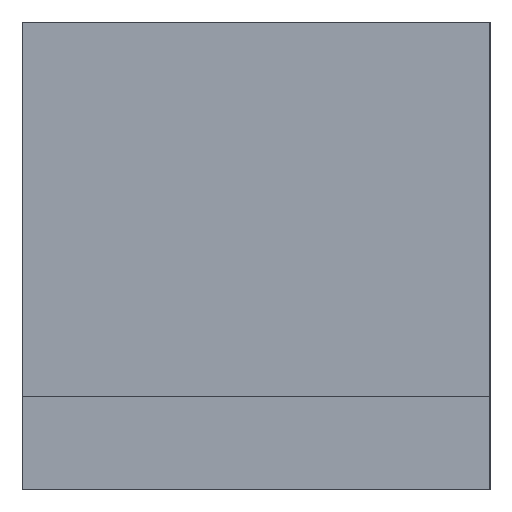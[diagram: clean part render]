
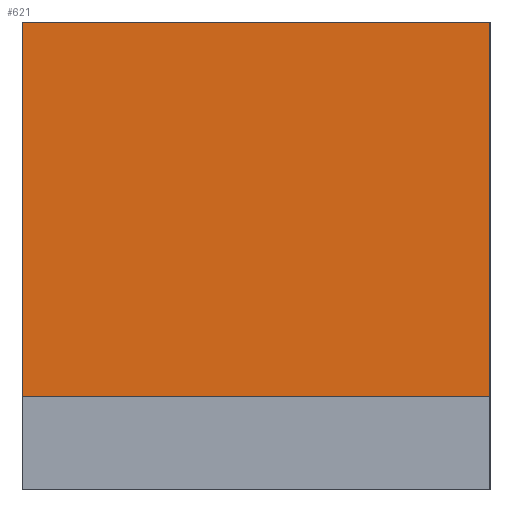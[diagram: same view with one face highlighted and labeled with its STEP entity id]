
A CAD part, left-side view. The second image highlights one B-rep face of the part: STEP entity #621.
In plain terms, the highlighted planar face has unit normal (-1, 0, 0).
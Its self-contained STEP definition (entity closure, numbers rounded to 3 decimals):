
#126 = PLANE('',#127);
#127 = AXIS2_PLACEMENT_3D('',#128,#129,#130);
#128 = CARTESIAN_POINT('',(0.,0.,10.371));
#129 = DIRECTION('',(0.,0.,1.));
#130 = DIRECTION('',(1.,0.,-0.));
#166 = VERTEX_POINT('',#167);
#167 = CARTESIAN_POINT('',(93.342,0.,10.371));
#204 = PLANE('',#205);
#205 = AXIS2_PLACEMENT_3D('',#206,#207,#208);
#206 = CARTESIAN_POINT('',(93.342,0.,10.371));
#207 = DIRECTION('',(-0.,1.,0.));
#208 = DIRECTION('',(0.,0.,1.));
#246 = VERTEX_POINT('',#247);
#247 = CARTESIAN_POINT('',(93.342,51.857,10.371)
  );
#270 = EDGE_CURVE('',#166,#246,#271,.T.);
#271 = SURFACE_CURVE('',#272,(#276,#283),.PCURVE_S1.);
#272 = LINE('',#273,#274);
#273 = CARTESIAN_POINT('',(93.342,0.,10.371));
#274 = VECTOR('',#275,1.);
#275 = DIRECTION('',(-0.,1.,0.));
#276 = PCURVE('',#126,#277);
#277 = DEFINITIONAL_REPRESENTATION('',(#278),#282);
#278 = LINE('',#279,#280);
#279 = CARTESIAN_POINT('',(93.342,0.));
#280 = VECTOR('',#281,1.);
#281 = DIRECTION('',(0.,1.));
#282 = ( GEOMETRIC_REPRESENTATION_CONTEXT(2) 
PARAMETRIC_REPRESENTATION_CONTEXT() REPRESENTATION_CONTEXT('2D SPACE',''
  ) );
#283 = PCURVE('',#284,#289);
#284 = PLANE('',#285);
#285 = AXIS2_PLACEMENT_3D('',#286,#287,#288);
#286 = CARTESIAN_POINT('',(93.342,0.,10.371));
#287 = DIRECTION('',(1.,0.,-0.));
#288 = DIRECTION('',(0.,0.,1.));
#289 = DEFINITIONAL_REPRESENTATION('',(#290),#294);
#290 = LINE('',#291,#292);
#291 = CARTESIAN_POINT('',(0.,0.));
#292 = VECTOR('',#293,1.);
#293 = DIRECTION('',(0.,-1.));
#294 = ( GEOMETRIC_REPRESENTATION_CONTEXT(2) 
PARAMETRIC_REPRESENTATION_CONTEXT() REPRESENTATION_CONTEXT('2D SPACE',''
  ) );
#402 = PLANE('',#403);
#403 = AXIS2_PLACEMENT_3D('',#404,#405,#406);
#404 = CARTESIAN_POINT('',(93.342,51.857,10.371)
  );
#405 = DIRECTION('',(-0.,1.,0.));
#406 = DIRECTION('',(0.,0.,1.));
#550 = EDGE_CURVE('',#166,#551,#553,.T.);
#551 = VERTEX_POINT('',#552);
#552 = CARTESIAN_POINT('',(93.342,0.,51.857));
#553 = SURFACE_CURVE('',#554,(#558,#565),.PCURVE_S1.);
#554 = LINE('',#555,#556);
#555 = CARTESIAN_POINT('',(93.342,0.,10.371));
#556 = VECTOR('',#557,1.);
#557 = DIRECTION('',(0.,0.,1.));
#558 = PCURVE('',#204,#559);
#559 = DEFINITIONAL_REPRESENTATION('',(#560),#564);
#560 = LINE('',#561,#562);
#561 = CARTESIAN_POINT('',(0.,0.));
#562 = VECTOR('',#563,1.);
#563 = DIRECTION('',(1.,0.));
#564 = ( GEOMETRIC_REPRESENTATION_CONTEXT(2) 
PARAMETRIC_REPRESENTATION_CONTEXT() REPRESENTATION_CONTEXT('2D SPACE',''
  ) );
#565 = PCURVE('',#284,#566);
#566 = DEFINITIONAL_REPRESENTATION('',(#567),#571);
#567 = LINE('',#568,#569);
#568 = CARTESIAN_POINT('',(0.,0.));
#569 = VECTOR('',#570,1.);
#570 = DIRECTION('',(1.,0.));
#571 = ( GEOMETRIC_REPRESENTATION_CONTEXT(2) 
PARAMETRIC_REPRESENTATION_CONTEXT() REPRESENTATION_CONTEXT('2D SPACE',''
  ) );
#589 = PLANE('',#590);
#590 = AXIS2_PLACEMENT_3D('',#591,#592,#593);
#591 = CARTESIAN_POINT('',(93.342,0.,51.857));
#592 = DIRECTION('',(0.,0.,1.));
#593 = DIRECTION('',(1.,0.,-0.));
#621 = ADVANCED_FACE('',(#622),#284,.F.);
#622 = FACE_BOUND('',#623,.F.);
#623 = EDGE_LOOP('',(#624,#625,#626,#649));
#624 = ORIENTED_EDGE('',*,*,#550,.F.);
#625 = ORIENTED_EDGE('',*,*,#270,.T.);
#626 = ORIENTED_EDGE('',*,*,#627,.T.);
#627 = EDGE_CURVE('',#246,#628,#630,.T.);
#628 = VERTEX_POINT('',#629);
#629 = CARTESIAN_POINT('',(93.342,51.857,51.857)
  );
#630 = SURFACE_CURVE('',#631,(#635,#642),.PCURVE_S1.);
#631 = LINE('',#632,#633);
#632 = CARTESIAN_POINT('',(93.342,51.857,10.371)
  );
#633 = VECTOR('',#634,1.);
#634 = DIRECTION('',(0.,0.,1.));
#635 = PCURVE('',#284,#636);
#636 = DEFINITIONAL_REPRESENTATION('',(#637),#641);
#637 = LINE('',#638,#639);
#638 = CARTESIAN_POINT('',(0.,-51.857));
#639 = VECTOR('',#640,1.);
#640 = DIRECTION('',(1.,0.));
#641 = ( GEOMETRIC_REPRESENTATION_CONTEXT(2) 
PARAMETRIC_REPRESENTATION_CONTEXT() REPRESENTATION_CONTEXT('2D SPACE',''
  ) );
#642 = PCURVE('',#402,#643);
#643 = DEFINITIONAL_REPRESENTATION('',(#644),#648);
#644 = LINE('',#645,#646);
#645 = CARTESIAN_POINT('',(0.,0.));
#646 = VECTOR('',#647,1.);
#647 = DIRECTION('',(1.,0.));
#648 = ( GEOMETRIC_REPRESENTATION_CONTEXT(2) 
PARAMETRIC_REPRESENTATION_CONTEXT() REPRESENTATION_CONTEXT('2D SPACE',''
  ) );
#649 = ORIENTED_EDGE('',*,*,#650,.F.);
#650 = EDGE_CURVE('',#551,#628,#651,.T.);
#651 = SURFACE_CURVE('',#652,(#656,#663),.PCURVE_S1.);
#652 = LINE('',#653,#654);
#653 = CARTESIAN_POINT('',(93.342,0.,51.857));
#654 = VECTOR('',#655,1.);
#655 = DIRECTION('',(-0.,1.,0.));
#656 = PCURVE('',#284,#657);
#657 = DEFINITIONAL_REPRESENTATION('',(#658),#662);
#658 = LINE('',#659,#660);
#659 = CARTESIAN_POINT('',(41.486,0.));
#660 = VECTOR('',#661,1.);
#661 = DIRECTION('',(0.,-1.));
#662 = ( GEOMETRIC_REPRESENTATION_CONTEXT(2) 
PARAMETRIC_REPRESENTATION_CONTEXT() REPRESENTATION_CONTEXT('2D SPACE',''
  ) );
#663 = PCURVE('',#589,#664);
#664 = DEFINITIONAL_REPRESENTATION('',(#665),#669);
#665 = LINE('',#666,#667);
#666 = CARTESIAN_POINT('',(0.,0.));
#667 = VECTOR('',#668,1.);
#668 = DIRECTION('',(0.,1.));
#669 = ( GEOMETRIC_REPRESENTATION_CONTEXT(2) 
PARAMETRIC_REPRESENTATION_CONTEXT() REPRESENTATION_CONTEXT('2D SPACE',''
  ) );
